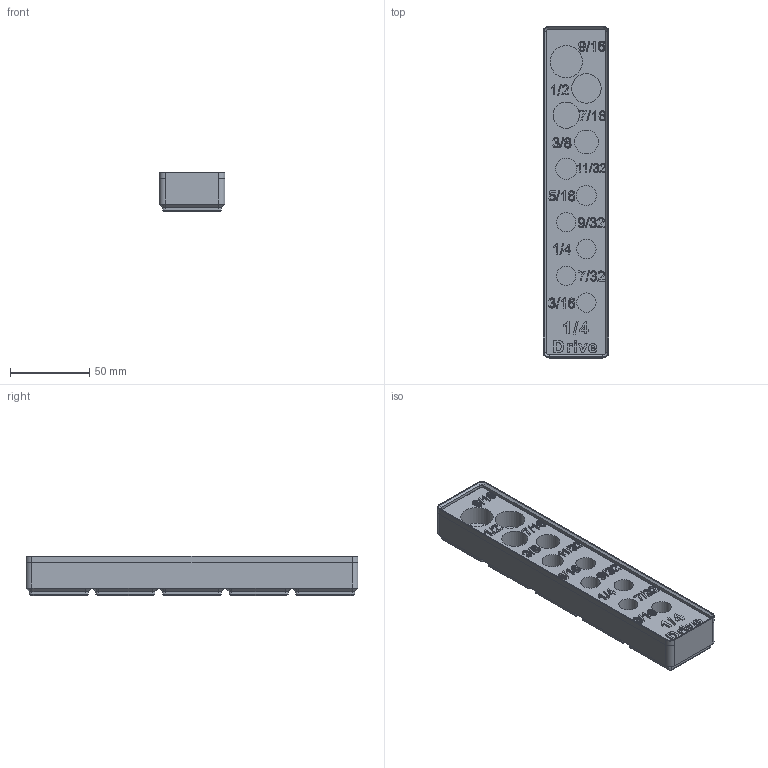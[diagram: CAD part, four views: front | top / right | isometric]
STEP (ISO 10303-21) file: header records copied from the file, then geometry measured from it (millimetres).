
FILE_DESCRIPTION(/* description */ (''),/* implementation_level */ '2;1');
FILE_NAME(/* name */ 'Quarter Inch Drive Socket Holder Gridfinity.step',/* time_stamp */ '2023-10-14T08:04:43-07:00',/* author */ (''),/* organization */ (''),/* preprocessor_version */ 'ST-DEVELOPER v20',/* originating_system */ 'Autodesk Translation Framework v12.14.0.127',/* authorisation */ '');
FILE_SCHEMA (('AUTOMOTIVE_DESIGN { 1 0 10303 214 3 1 1 }'));
Length unit declared in the file: inch
Products named in the file (2): 1/4 Drive Socket Holder Gridfinity (v4~recovered); Gridfinity bin 5x1x3
Assembly tree (1 placements, depth 2):
  1/4 Drive Socket Holder Gridfinity (v4~recovered)
    Gridfinity bin 5x1x3
Bounding box: 41.5 x 209.5 x 24.8 mm (x, y, z)
Volume: 157984.4 mm3; surface area: 38110.1 mm2
Topology: 1 solids, 1 shells, 959 faces, 2537 edges, 1650 vertices
Faces by surface type: bspline 509, plane 360, cone 48, cylinder 42
Full cylindrical faces by diameter (mm): 12.192 x4, 12.7 x1, 13.462 x1, 14.986 x1, 16.51 x1, 18.669 x1, 20.447 x1
Entity records: 34176 total; most frequent: CARTESIAN_POINT 13842, ORIENTED_EDGE 5074, DIRECTION 2541, EDGE_CURVE 2537, VERTEX_POINT 1650, LINE 1395, VECTOR 1395, EDGE_LOOP 1029
